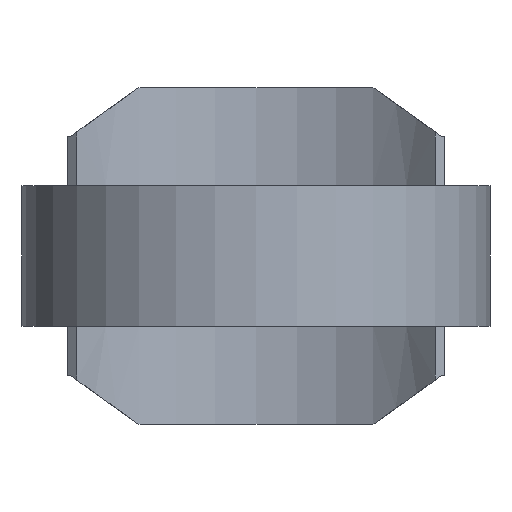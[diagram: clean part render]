
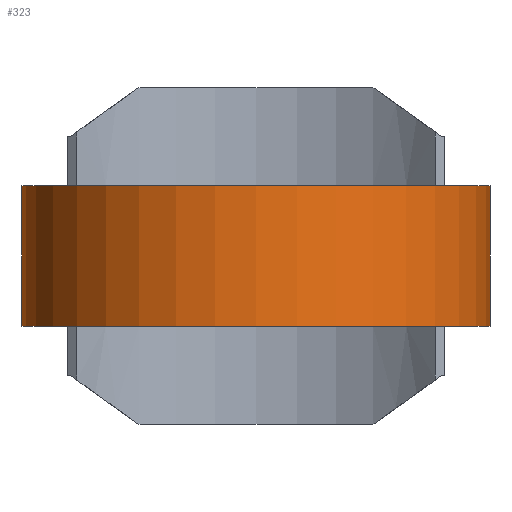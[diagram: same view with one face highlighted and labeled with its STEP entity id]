
A CAD part, front view. The second image highlights one B-rep face of the part: STEP entity #323.
In plain terms, the highlighted cylindrical face has radius 100 mm (diameter 200 mm), a partial arc.
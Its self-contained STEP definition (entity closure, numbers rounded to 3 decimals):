
#205 = EDGE_CURVE( '', #427, #217, #530, .T. );
#217 = VERTEX_POINT( '', #543 );
#233 = EDGE_CURVE( '', #307, #217, #562, .T. );
#263 = EDGE_CURVE( '', #367, #427, #596, .T. );
#307 = VERTEX_POINT( '', #646 );
#323 = ADVANCED_FACE( '', ( #665 ), #666, .T. );
#367 = VERTEX_POINT( '', #715 );
#387 = EDGE_CURVE( '', #307, #367, #735, .T. );
#427 = VERTEX_POINT( '', #778 );
#530 = LINE( '', #885, #886 );
#543 = CARTESIAN_POINT( '', ( 100., 0., -30. ) );
#562 = CIRCLE( '', #926, 100. );
#596 = CIRCLE( '', #1005, 100. );
#646 = CARTESIAN_POINT( '', ( -100., 0., -30. ) );
#665 = FACE_OUTER_BOUND( '', #1092, .T. );
#666 = CYLINDRICAL_SURFACE( '', #1093, 100. );
#715 = CARTESIAN_POINT( '', ( -100., 0., 30. ) );
#735 = LINE( '', #1290, #1291 );
#778 = CARTESIAN_POINT( '', ( 100., 0., 30. ) );
#885 = CARTESIAN_POINT( '', ( 100., 0., 30. ) );
#886 = VECTOR( '', #1462, 1. );
#926 = AXIS2_PLACEMENT_3D( '', #1501, #1502, #1503 );
#1005 = AXIS2_PLACEMENT_3D( '', #1552, #1553, #1554 );
#1092 = EDGE_LOOP( '', ( #1637, #1638, #1639, #1640 ) );
#1093 = AXIS2_PLACEMENT_3D( '', #1641, #1642, #1643 );
#1290 = CARTESIAN_POINT( '', ( -100., 0., 30. ) );
#1291 = VECTOR( '', #1717, 1. );
#1462 = DIRECTION( '', ( 0., 0., -1. ) );
#1501 = CARTESIAN_POINT( '', ( 0., 0., -30. ) );
#1502 = DIRECTION( '', ( 0., 0., 1. ) );
#1503 = DIRECTION( '', ( 1., 0., 0. ) );
#1552 = CARTESIAN_POINT( '', ( 0., 0., 30. ) );
#1553 = DIRECTION( '', ( 0., 0., 1. ) );
#1554 = DIRECTION( '', ( 1., 0., 0. ) );
#1637 = ORIENTED_EDGE( '', *, *, #205, .F. );
#1638 = ORIENTED_EDGE( '', *, *, #263, .F. );
#1639 = ORIENTED_EDGE( '', *, *, #387, .F. );
#1640 = ORIENTED_EDGE( '', *, *, #233, .T. );
#1641 = CARTESIAN_POINT( '', ( 0., 0., 30. ) );
#1642 = DIRECTION( '', ( 0., 0., 1. ) );
#1643 = DIRECTION( '', ( 1., 0., 0. ) );
#1717 = DIRECTION( '', ( 0., 0., 1. ) );
